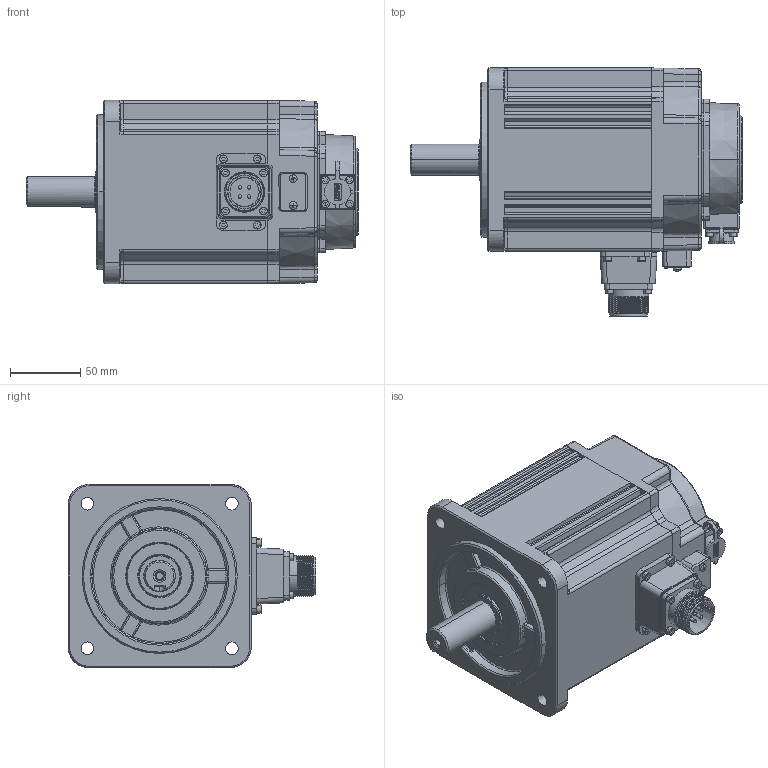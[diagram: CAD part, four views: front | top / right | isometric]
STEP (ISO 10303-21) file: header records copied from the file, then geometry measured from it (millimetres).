
FILE_DESCRIPTION (( 'STEP AP203' ), '1' );
FILE_NAME ('MS6G-130CN15BZ2-41P5.STEP', '2023-10-30T07:37:23', ( '' ), ( '' ), 'SwSTEP 2.0', 'SolidWorks 2022', '' );
FILE_SCHEMA (( 'CONFIG_CONTROL_DESIGN' ));
Length unit declared in the file: millimetre
Products named in the file (1): MS6G-130CN15BZ2-41P5
Bounding box: 235.5 x 175.9 x 130 mm (x, y, z)
Surface area: 154405.1 mm2 (no closed solid volume)
Topology: 0 solids, 29 shells, 898 faces, 3015 edges, 2111 vertices
Faces by surface type: plane 340, cylinder 306, bspline 109, torus 72, cone 67, sphere 4
Entity records: 45853 total; most frequent: CARTESIAN_POINT 21042, ORIENTED_EDGE 5103, DIRECTION 4819, EDGE_CURVE 3006, VERTEX_POINT 2111, AXIS2_PLACEMENT_3D 1762, VECTOR 1295, LINE 1295
